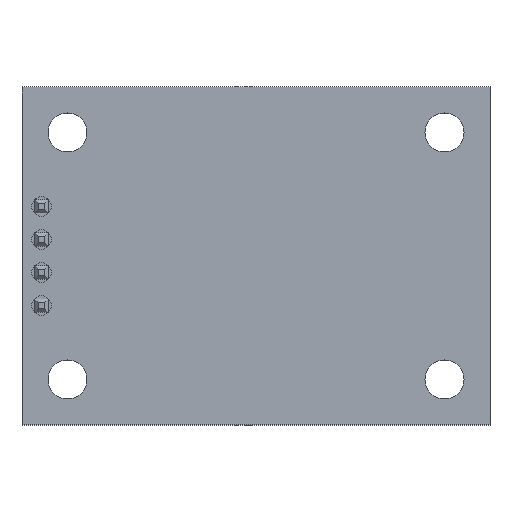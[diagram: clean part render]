
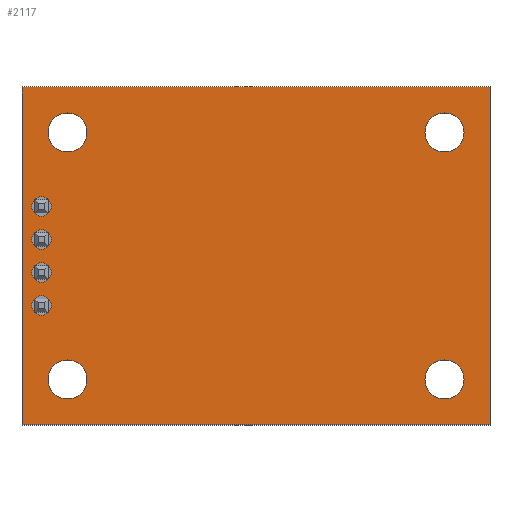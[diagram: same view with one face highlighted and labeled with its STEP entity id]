
A CAD part, top view. The second image highlights one B-rep face of the part: STEP entity #2117.
In plain terms, the highlighted planar face has unit normal (0, 0, 1).
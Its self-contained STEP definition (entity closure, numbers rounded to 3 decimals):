
#1890 = VERTEX_POINT('',#1891);
#1891 = CARTESIAN_POINT('',(-18.,13.,1.5));
#1897 = EDGE_CURVE('',#1890,#1898,#1900,.T.);
#1898 = VERTEX_POINT('',#1899);
#1899 = CARTESIAN_POINT('',(-18.,-13.,1.5));
#1900 = LINE('',#1901,#1902);
#1901 = CARTESIAN_POINT('',(-18.,13.,1.5));
#1902 = VECTOR('',#1903,1.);
#1903 = DIRECTION('',(0.,-1.,0.));
#1921 = VERTEX_POINT('',#1922);
#1922 = CARTESIAN_POINT('',(18.,13.,1.5));
#1928 = EDGE_CURVE('',#1921,#1890,#1929,.T.);
#1929 = LINE('',#1930,#1931);
#1930 = CARTESIAN_POINT('',(18.,13.,1.5));
#1931 = VECTOR('',#1932,1.);
#1932 = DIRECTION('',(-1.,0.,0.));
#1945 = EDGE_CURVE('',#1898,#1946,#1948,.T.);
#1946 = VERTEX_POINT('',#1947);
#1947 = CARTESIAN_POINT('',(18.,-13.,1.5));
#1948 = LINE('',#1949,#1950);
#1949 = CARTESIAN_POINT('',(-18.,-13.,1.5));
#1950 = VECTOR('',#1951,1.);
#1951 = DIRECTION('',(1.,0.,0.));
#1969 = EDGE_CURVE('',#1946,#1921,#1970,.T.);
#1970 = LINE('',#1971,#1972);
#1971 = CARTESIAN_POINT('',(18.,-13.,1.5));
#1972 = VECTOR('',#1973,1.);
#1973 = DIRECTION('',(0.,1.,0.));
#1986 = VERTEX_POINT('',#1987);
#1987 = CARTESIAN_POINT('',(-13.,-9.5,1.5));
#1993 = EDGE_CURVE('',#1986,#1986,#1994,.T.);
#1994 = CIRCLE('',#1995,1.5);
#1995 = AXIS2_PLACEMENT_3D('',#1996,#1997,#1998);
#1996 = CARTESIAN_POINT('',(-14.5,-9.5,1.5));
#1997 = DIRECTION('',(0.,0.,1.));
#1998 = DIRECTION('',(1.,0.,0.));
#2011 = VERTEX_POINT('',#2012);
#2012 = CARTESIAN_POINT('',(16.,-9.5,1.5));
#2018 = EDGE_CURVE('',#2011,#2011,#2019,.T.);
#2019 = CIRCLE('',#2020,1.5);
#2020 = AXIS2_PLACEMENT_3D('',#2021,#2022,#2023);
#2021 = CARTESIAN_POINT('',(14.5,-9.5,1.5));
#2022 = DIRECTION('',(0.,0.,1.));
#2023 = DIRECTION('',(1.,0.,0.));
#2036 = VERTEX_POINT('',#2037);
#2037 = CARTESIAN_POINT('',(-13.,9.5,1.5));
#2043 = EDGE_CURVE('',#2036,#2036,#2044,.T.);
#2044 = CIRCLE('',#2045,1.5);
#2045 = AXIS2_PLACEMENT_3D('',#2046,#2047,#2048);
#2046 = CARTESIAN_POINT('',(-14.5,9.5,1.5));
#2047 = DIRECTION('',(0.,0.,1.));
#2048 = DIRECTION('',(1.,0.,0.));
#2061 = VERTEX_POINT('',#2062);
#2062 = CARTESIAN_POINT('',(16.,9.5,1.5));
#2068 = EDGE_CURVE('',#2061,#2061,#2069,.T.);
#2069 = CIRCLE('',#2070,1.5);
#2070 = AXIS2_PLACEMENT_3D('',#2071,#2072,#2073);
#2071 = CARTESIAN_POINT('',(14.5,9.5,1.5));
#2072 = DIRECTION('',(0.,0.,1.));
#2073 = DIRECTION('',(1.,0.,0.));
#2117 = ADVANCED_FACE('',(#2118,#2124,#2127,#2130,#2133,#2136,#2147,
    #2158,#2169),#2180,.T.);
#2118 = FACE_BOUND('',#2119,.T.);
#2119 = EDGE_LOOP('',(#2120,#2121,#2122,#2123));
#2120 = ORIENTED_EDGE('',*,*,#1897,.T.);
#2121 = ORIENTED_EDGE('',*,*,#1945,.T.);
#2122 = ORIENTED_EDGE('',*,*,#1969,.T.);
#2123 = ORIENTED_EDGE('',*,*,#1928,.T.);
#2124 = FACE_BOUND('',#2125,.F.);
#2125 = EDGE_LOOP('',(#2126));
#2126 = ORIENTED_EDGE('',*,*,#1993,.T.);
#2127 = FACE_BOUND('',#2128,.F.);
#2128 = EDGE_LOOP('',(#2129));
#2129 = ORIENTED_EDGE('',*,*,#2018,.T.);
#2130 = FACE_BOUND('',#2131,.F.);
#2131 = EDGE_LOOP('',(#2132));
#2132 = ORIENTED_EDGE('',*,*,#2068,.T.);
#2133 = FACE_BOUND('',#2134,.F.);
#2134 = EDGE_LOOP('',(#2135));
#2135 = ORIENTED_EDGE('',*,*,#2043,.T.);
#2136 = FACE_BOUND('',#2137,.F.);
#2137 = EDGE_LOOP('',(#2138));
#2138 = ORIENTED_EDGE('',*,*,#2139,.T.);
#2139 = EDGE_CURVE('',#2140,#2140,#2142,.T.);
#2140 = VERTEX_POINT('',#2141);
#2141 = CARTESIAN_POINT('',(-15.75,-3.81,1.5));
#2142 = CIRCLE('',#2143,0.75);
#2143 = AXIS2_PLACEMENT_3D('',#2144,#2145,#2146);
#2144 = CARTESIAN_POINT('',(-16.5,-3.81,1.5));
#2145 = DIRECTION('',(0.,0.,1.));
#2146 = DIRECTION('',(1.,0.,0.));
#2147 = FACE_BOUND('',#2148,.F.);
#2148 = EDGE_LOOP('',(#2149));
#2149 = ORIENTED_EDGE('',*,*,#2150,.T.);
#2150 = EDGE_CURVE('',#2151,#2151,#2153,.T.);
#2151 = VERTEX_POINT('',#2152);
#2152 = CARTESIAN_POINT('',(-15.75,3.81,1.5));
#2153 = CIRCLE('',#2154,0.75);
#2154 = AXIS2_PLACEMENT_3D('',#2155,#2156,#2157);
#2155 = CARTESIAN_POINT('',(-16.5,3.81,1.5));
#2156 = DIRECTION('',(0.,0.,1.));
#2157 = DIRECTION('',(1.,0.,0.));
#2158 = FACE_BOUND('',#2159,.F.);
#2159 = EDGE_LOOP('',(#2160));
#2160 = ORIENTED_EDGE('',*,*,#2161,.T.);
#2161 = EDGE_CURVE('',#2162,#2162,#2164,.T.);
#2162 = VERTEX_POINT('',#2163);
#2163 = CARTESIAN_POINT('',(-15.75,-1.27,1.5));
#2164 = CIRCLE('',#2165,0.75);
#2165 = AXIS2_PLACEMENT_3D('',#2166,#2167,#2168);
#2166 = CARTESIAN_POINT('',(-16.5,-1.27,1.5));
#2167 = DIRECTION('',(0.,0.,1.));
#2168 = DIRECTION('',(1.,0.,0.));
#2169 = FACE_BOUND('',#2170,.F.);
#2170 = EDGE_LOOP('',(#2171));
#2171 = ORIENTED_EDGE('',*,*,#2172,.T.);
#2172 = EDGE_CURVE('',#2173,#2173,#2175,.T.);
#2173 = VERTEX_POINT('',#2174);
#2174 = CARTESIAN_POINT('',(-15.75,1.27,1.5));
#2175 = CIRCLE('',#2176,0.75);
#2176 = AXIS2_PLACEMENT_3D('',#2177,#2178,#2179);
#2177 = CARTESIAN_POINT('',(-16.5,1.27,1.5));
#2178 = DIRECTION('',(0.,0.,1.));
#2179 = DIRECTION('',(1.,0.,0.));
#2180 = PLANE('',#2181);
#2181 = AXIS2_PLACEMENT_3D('',#2182,#2183,#2184);
#2182 = CARTESIAN_POINT('',(-1.506,0.,1.5));
#2183 = DIRECTION('',(0.,0.,1.));
#2184 = DIRECTION('',(1.,0.,0.));
